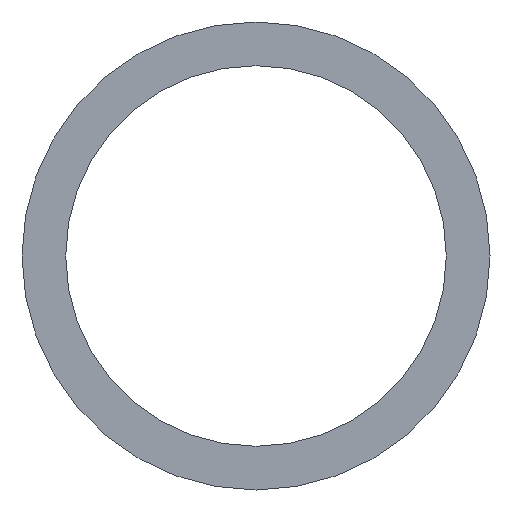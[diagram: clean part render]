
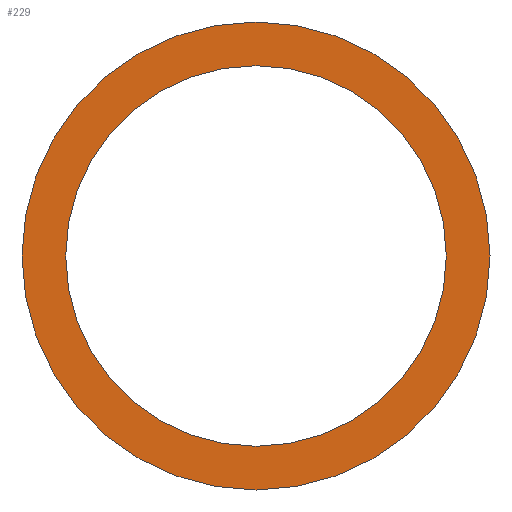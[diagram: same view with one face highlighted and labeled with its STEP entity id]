
A CAD part, front view. The second image highlights one B-rep face of the part: STEP entity #229.
In plain terms, the highlighted planar face has unit normal (0, -1, 0).
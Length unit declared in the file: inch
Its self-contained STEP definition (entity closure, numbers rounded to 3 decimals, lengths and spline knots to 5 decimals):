
#1 = DIRECTION ( 'NONE',  ( 0., 1., 0. ) ) ;
#2 = DIRECTION ( 'NONE',  ( 0., 0., 1. ) ) ;
#5 = DIRECTION ( 'NONE',  ( 0., 0., 1. ) ) ;
#10 = CARTESIAN_POINT ( 'NONE',  ( 0., 0., 0. ) ) ;
#11 = DIRECTION ( 'NONE',  ( 0., 1., 0. ) ) ;
#12 = DIRECTION ( 'NONE',  ( 0., 0., 1. ) ) ;
#33 = CARTESIAN_POINT ( 'NONE',  ( 0., 0., 0. ) ) ;
#46 = FACE_BOUND ( 'NONE', #189, .T. ) ;
#52 = FACE_OUTER_BOUND ( 'NONE', #163, .T. ) ;
#60 = DIRECTION ( 'NONE',  ( 0., 1., 0. ) ) ;
#76 = AXIS2_PLACEMENT_3D ( 'NONE', #243, #60, #173 ) ;
#80 = CARTESIAN_POINT ( 'NONE',  ( 0., 0., -0.18735 ) ) ;
#86 = PLANE ( 'NONE',  #216 ) ;
#87 = AXIS2_PLACEMENT_3D ( 'NONE', #10, #11, #12 ) ;
#88 = CARTESIAN_POINT ( 'NONE',  ( 0., 0., 0. ) ) ;
#90 = DIRECTION ( 'NONE',  ( 0., 1., 0. ) ) ;
#102 = DIRECTION ( 'NONE',  ( 0., 0., 1. ) ) ;
#103 = AXIS2_PLACEMENT_3D ( 'NONE', #33, #1, #2 ) ;
#104 = CIRCLE ( 'NONE', #87, 0.18735 ) ;
#119 = EDGE_CURVE ( 'NONE', #205, #126, #138, .T. ) ;
#123 = CIRCLE ( 'NONE', #76, 0.15235 ) ;
#126 = VERTEX_POINT ( 'NONE', #237 ) ;
#133 = CIRCLE ( 'NONE', #103, 0.15235 ) ;
#135 = EDGE_CURVE ( 'NONE', #148, #159, #123, .T. ) ;
#138 = CIRCLE ( 'NONE', #193, 0.18735 ) ;
#146 = ORIENTED_EDGE ( 'NONE', *, *, #161, .F. ) ;
#148 = VERTEX_POINT ( 'NONE', #223 ) ;
#150 = ORIENTED_EDGE ( 'NONE', *, *, #135, .T. ) ;
#158 = EDGE_CURVE ( 'NONE', #159, #148, #133, .T. ) ;
#159 = VERTEX_POINT ( 'NONE', #206 ) ;
#160 = ORIENTED_EDGE ( 'NONE', *, *, #119, .F. ) ;
#161 = EDGE_CURVE ( 'NONE', #126, #205, #104, .T. ) ;
#163 = EDGE_LOOP ( 'NONE', ( #160, #146 ) ) ;
#173 = DIRECTION ( 'NONE',  ( 0., 0., 1. ) ) ;
#176 = CARTESIAN_POINT ( 'NONE',  ( 0., 0., 0. ) ) ;
#179 = DIRECTION ( 'NONE',  ( 0., 1., 0. ) ) ;
#187 = ORIENTED_EDGE ( 'NONE', *, *, #158, .T. ) ;
#189 = EDGE_LOOP ( 'NONE', ( #187, #150 ) ) ;
#193 = AXIS2_PLACEMENT_3D ( 'NONE', #176, #179, #5 ) ;
#205 = VERTEX_POINT ( 'NONE', #80 ) ;
#206 = CARTESIAN_POINT ( 'NONE',  ( 0., 0., -0.15235 ) ) ;
#216 = AXIS2_PLACEMENT_3D ( 'NONE', #88, #90, #102 ) ;
#223 = CARTESIAN_POINT ( 'NONE',  ( 0., 0., 0.15235 ) ) ;
#229 = ADVANCED_FACE ( 'NONE', ( #52, #46 ), #86, .F. ) ;
#237 = CARTESIAN_POINT ( 'NONE',  ( 0., 0., 0.18735 ) ) ;
#243 = CARTESIAN_POINT ( 'NONE',  ( 0., 0., 0. ) ) ;
